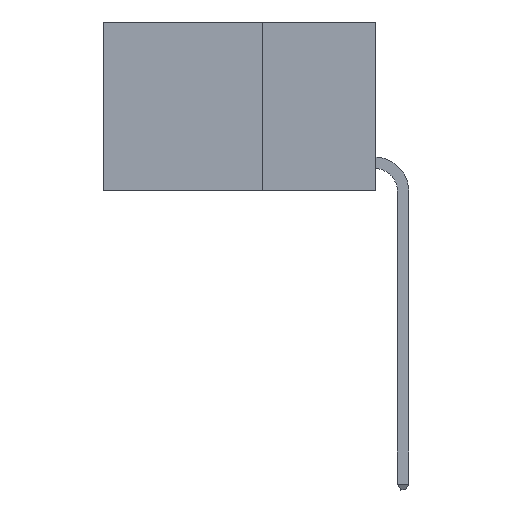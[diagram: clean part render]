
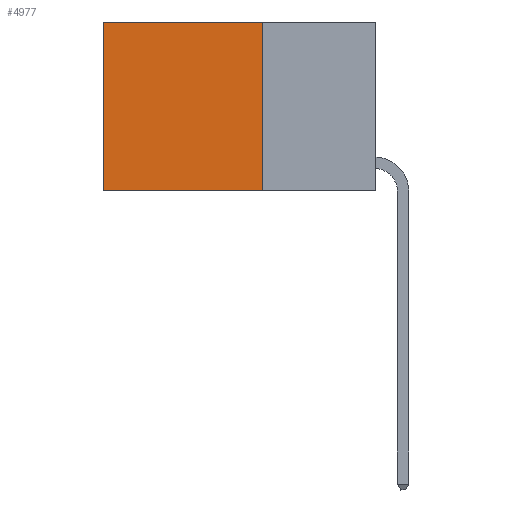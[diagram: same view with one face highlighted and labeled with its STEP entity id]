
A CAD part, left-side view. The second image highlights one B-rep face of the part: STEP entity #4977.
In plain terms, the highlighted planar face has unit normal (-1, 0, 0).
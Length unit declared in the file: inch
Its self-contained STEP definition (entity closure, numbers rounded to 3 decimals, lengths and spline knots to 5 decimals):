
#470 = VERTEX_POINT ( 'NONE', #6568 ) ;
#554 = DIRECTION ( 'NONE',  ( 0., 0., -1. ) ) ;
#847 = CARTESIAN_POINT ( 'NONE',  ( 0.2625, 0.6, 0. ) ) ;
#926 = VERTEX_POINT ( 'NONE', #4349 ) ;
#1413 = EDGE_CURVE ( 'NONE', #2405, #470, #3963, .T. ) ;
#1838 = LINE ( 'NONE', #9702, #2939 ) ;
#2405 = VERTEX_POINT ( 'NONE', #3129 ) ;
#2916 = DIRECTION ( 'NONE',  ( 0., 1., 0. ) ) ;
#2939 = VECTOR ( 'NONE', #4984, 39.37008 ) ;
#2967 = EDGE_CURVE ( 'NONE', #3323, #926, #5447, .T. ) ;
#2977 = FACE_OUTER_BOUND ( 'NONE', #9745, .T. ) ;
#3129 = CARTESIAN_POINT ( 'NONE',  ( 0.2625, 0.25, 0. ) ) ;
#3282 = DIRECTION ( 'NONE',  ( 0., 0., -1. ) ) ;
#3323 = VERTEX_POINT ( 'NONE', #9605 ) ;
#3764 = PLANE ( 'NONE',  #9295 ) ;
#3963 = LINE ( 'NONE', #8798, #5511 ) ;
#4349 = CARTESIAN_POINT ( 'NONE',  ( 0.2625, 0.6, -0.37 ) ) ;
#4977 = ADVANCED_FACE ( 'NONE', ( #2977 ), #3764, .F. ) ;
#4984 = DIRECTION ( 'NONE',  ( 0., 1., 0. ) ) ;
#5177 = VECTOR ( 'NONE', #7147, 39.37008 ) ;
#5211 = EDGE_CURVE ( 'NONE', #2405, #3323, #9905, .T. ) ;
#5405 = ORIENTED_EDGE ( 'NONE', *, *, #1413, .F. ) ;
#5447 = LINE ( 'NONE', #847, #5177 ) ;
#5511 = VECTOR ( 'NONE', #3282, 39.37008 ) ;
#5587 = ORIENTED_EDGE ( 'NONE', *, *, #6002, .F. ) ;
#6002 = EDGE_CURVE ( 'NONE', #470, #926, #1838, .T. ) ;
#6041 = DIRECTION ( 'NONE',  ( 1., 0., 0. ) ) ;
#6568 = CARTESIAN_POINT ( 'NONE',  ( 0.2625, 0.25, -0.37 ) ) ;
#7147 = DIRECTION ( 'NONE',  ( 0., 0., -1. ) ) ;
#7166 = ORIENTED_EDGE ( 'NONE', *, *, #5211, .T. ) ;
#7519 = CARTESIAN_POINT ( 'NONE',  ( 0.2625, 0.25, 0. ) ) ;
#7912 = ORIENTED_EDGE ( 'NONE', *, *, #2967, .T. ) ;
#7974 = VECTOR ( 'NONE', #2916, 39.37008 ) ;
#8798 = CARTESIAN_POINT ( 'NONE',  ( 0.2625, 0.25, 0. ) ) ;
#9295 = AXIS2_PLACEMENT_3D ( 'NONE', #7519, #6041, #554 ) ;
#9605 = CARTESIAN_POINT ( 'NONE',  ( 0.2625, 0.6, 0. ) ) ;
#9702 = CARTESIAN_POINT ( 'NONE',  ( 0.2625, 0.25, -0.37 ) ) ;
#9745 = EDGE_LOOP ( 'NONE', ( #7912, #5587, #5405, #7166 ) ) ;
#9854 = CARTESIAN_POINT ( 'NONE',  ( 0.2625, 0.25, 0. ) ) ;
#9905 = LINE ( 'NONE', #9854, #7974 ) ;
